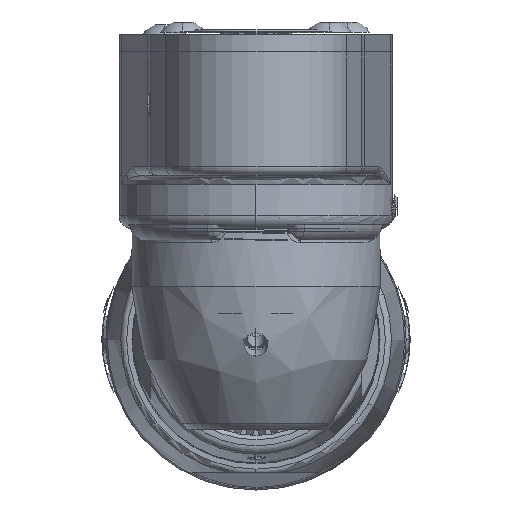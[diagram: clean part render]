
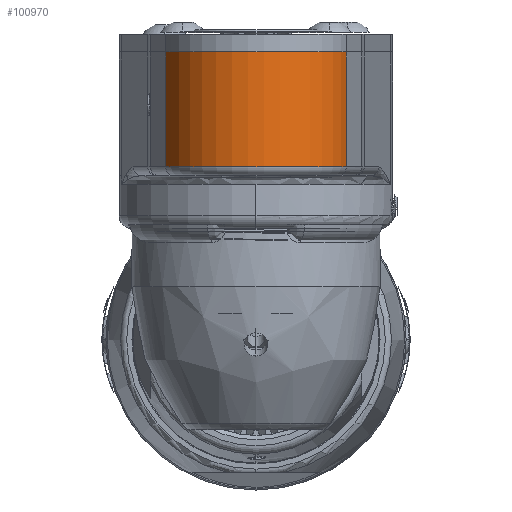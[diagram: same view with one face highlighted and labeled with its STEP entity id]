
A CAD part, left-side view. The second image highlights one B-rep face of the part: STEP entity #100970.
In plain terms, the highlighted cylindrical face has radius 16.815 mm (diameter 33.63 mm), a partial arc.
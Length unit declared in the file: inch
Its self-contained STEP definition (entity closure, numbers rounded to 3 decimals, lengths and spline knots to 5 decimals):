
#99798=CARTESIAN_POINT('',(-11.7442,0.,2.037));
#99799=DIRECTION('',(0.,0.,1.));
#99800=DIRECTION('',(-0.259,0.966,0.));
#99801=AXIS2_PLACEMENT_3D('',#99798,#99799,#99800);
#99803=DIRECTION('',(0.,0.,-1.));
#99804=VECTOR('',#99803,0.813);
#99805=CARTESIAN_POINT('',(-11.91554,-0.63944,2.037));
#99806=LINE('',#99805,#99804);
#99811=DIRECTION('',(0.,0.,-1.));
#99812=VECTOR('',#99811,0.813);
#99813=CARTESIAN_POINT('',(-11.91554,0.63944,2.037));
#99814=LINE('',#99813,#99812);
#100440=CARTESIAN_POINT('',(-11.7442,0.,1.224));
#100441=DIRECTION('',(0.,0.,-1.));
#100442=DIRECTION('',(-0.259,-0.966,0.));
#100443=AXIS2_PLACEMENT_3D('',#100440,#100441,#100442);
#100660=CARTESIAN_POINT('',(-11.91554,-0.63944,2.037));
#100661=CARTESIAN_POINT('',(-11.91554,0.63944,2.037));
#100662=VERTEX_POINT('',#100660);
#100663=VERTEX_POINT('',#100661);
#100800=CARTESIAN_POINT('',(-11.91554,0.63944,1.224));
#100801=VERTEX_POINT('',#100800);
#100804=CARTESIAN_POINT('',(-11.91554,-0.63944,1.224));
#100805=VERTEX_POINT('',#100804);
#100955=CARTESIAN_POINT('',(-11.7442,0.,2.037));
#100956=DIRECTION('',(0.,0.,-1.));
#100957=DIRECTION('',(1.,0.,0.));
#100958=AXIS2_PLACEMENT_3D('',#100955,#100956,#100957);
#100959=CYLINDRICAL_SURFACE('',#100958,0.662);
#100961=ORIENTED_EDGE('',*,*,#100960,.T.);
#100963=ORIENTED_EDGE('',*,*,#100962,.F.);
#100965=ORIENTED_EDGE('',*,*,#100964,.T.);
#100967=ORIENTED_EDGE('',*,*,#100966,.T.);
#100968=EDGE_LOOP('',(#100961,#100963,#100965,#100967));
#100969=FACE_OUTER_BOUND('',#100968,.F.);
#100970=ADVANCED_FACE('',(#100969),#100959,.T.);
#99802=CIRCLE('',#99801,0.662);
#100444=CIRCLE('',#100443,0.662);
#100960=EDGE_CURVE('',#100805,#100801,#100444,.T.);
#100962=EDGE_CURVE('',#100663,#100801,#99814,.T.);
#100964=EDGE_CURVE('',#100663,#100662,#99802,.T.);
#100966=EDGE_CURVE('',#100662,#100805,#99806,.T.);
